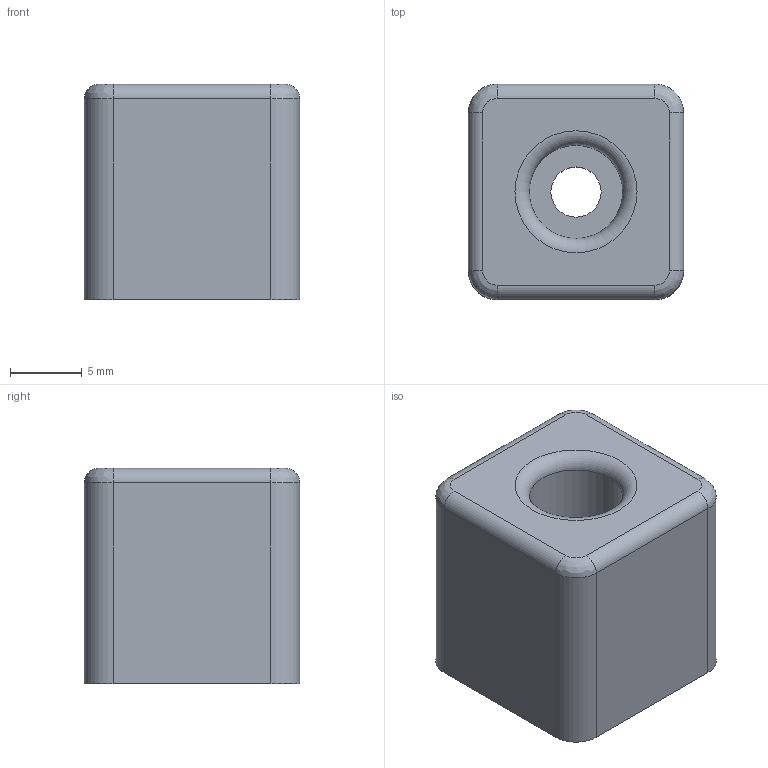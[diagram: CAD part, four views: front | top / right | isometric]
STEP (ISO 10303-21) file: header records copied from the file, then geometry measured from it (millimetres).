
FILE_DESCRIPTION(/* description */ (''),/* implementation_level */ '2;1');
FILE_NAME(/* name */ 'foot.step',/* time_stamp */ '2022-03-29T20:07:12-04:00',/* author */ (''),/* organization */ (''),/* preprocessor_version */ 'ST-DEVELOPER v18.1',/* originating_system */ 'Autodesk Translation Framework v10.13.0.1454',/* authorisation */ '');
FILE_SCHEMA (('AUTOMOTIVE_DESIGN { 1 0 10303 214 3 1 1 }'));
Length unit declared in the file: millimetre
Products named in the file (1): Foot
Bounding box: 15 x 15 x 15 mm (x, y, z)
Volume: 2927 mm3; surface area: 1498.5 mm2
Topology: 1 solids, 1 shells, 22 faces, 49 edges, 30 vertices
Faces by surface type: cylinder 10, plane 7, bspline 4, torus 1
Full cylindrical faces by diameter (mm): 3.5 x1, 6.5 x1
Entity records: 669 total; most frequent: CARTESIAN_POINT 134, DIRECTION 114, ORIENTED_EDGE 98, EDGE_CURVE 49, AXIS2_PLACEMENT_3D 46, VERTEX_POINT 30, CIRCLE 27, EDGE_LOOP 25
